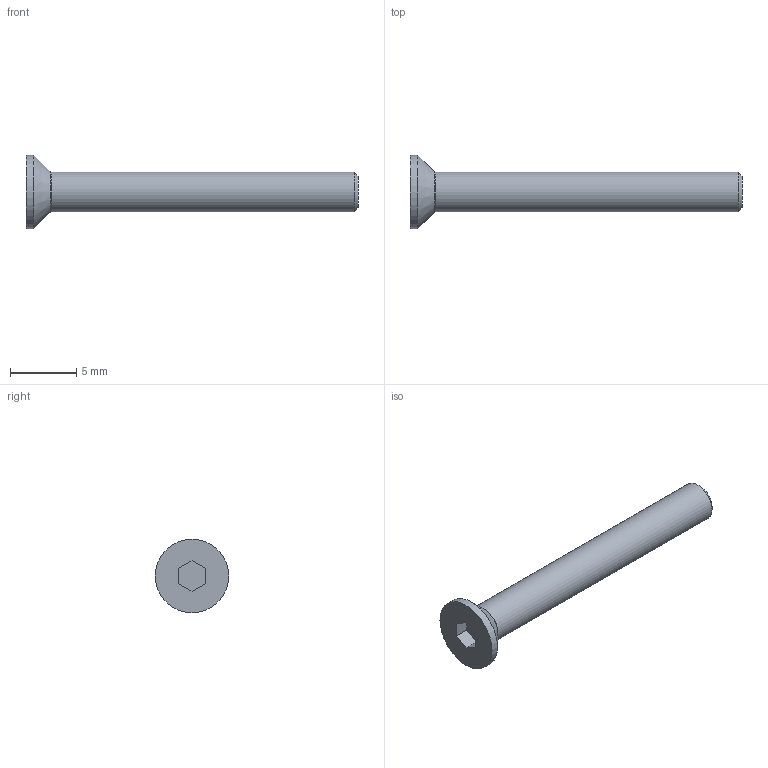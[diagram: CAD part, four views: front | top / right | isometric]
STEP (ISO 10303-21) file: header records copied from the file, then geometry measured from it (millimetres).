
FILE_DESCRIPTION(/* description */ (''),/* implementation_level */ '2;1');
FILE_NAME(/* name */ 'ISO10642_M3X25.step',/* time_stamp */ '2023-01-07T19:04:33+01:00',/* author */ (''),/* organization */ (''),/* preprocessor_version */ 'ST-DEVELOPER v19.2',/* originating_system */ 'Autodesk Translation Framework v11.17.0.187',/* authorisation */ '');
FILE_SCHEMA (('AUTOMOTIVE_DESIGN { 1 0 10303 214 3 1 1 }'));
Length unit declared in the file: millimetre
Products named in the file (1): ISO10642_M3X25
Bounding box: 25 x 5.54 x 5.54 mm (x, y, z)
Volume: 192.3 mm3; surface area: 289.4 mm2
Topology: 1 solids, 1 shells, 14 faces, 30 edges, 19 vertices
Faces by surface type: plane 9, cone 2, cylinder 2, torus 1
Full cylindrical faces by diameter (mm): 3 x1, 5.54 x1
Entity records: 403 total; most frequent: DIRECTION 65, CARTESIAN_POINT 61, ORIENTED_EDGE 56, EDGE_CURVE 28, AXIS2_PLACEMENT_3D 22, LINE 21, VECTOR 21, VERTEX_POINT 18
